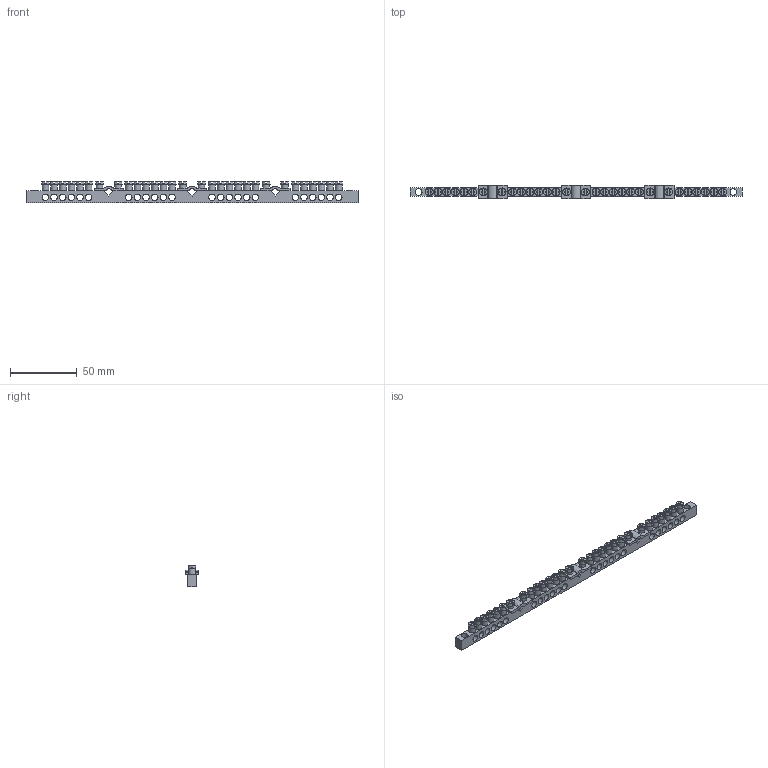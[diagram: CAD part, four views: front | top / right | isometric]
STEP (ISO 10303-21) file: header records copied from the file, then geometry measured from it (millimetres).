
FILE_DESCRIPTION(/* description */ ('STEP AP214'),/* implementation_level */ '2;1');
FILE_NAME(/* name */ '01929',/* time_stamp */ '2024-11-11T16:56:50+01:00',/* author */ ('License CC BY-ND 4.0'),/* organization */ ('CADENAS'),/* preprocessor_version */ 'ST-DEVELOPER v19.3',/* originating_system */ 'PARTsolutions',/* authorisation */ ' ');
FILE_SCHEMA (('AUTOMOTIVE_DESIGN {1 0 10303 214 3 1 1}'));
Length unit declared in the file: millimetre
Products named in the file (1): 01929
Bounding box: 249 x 10 x 16 mm (x, y, z)
Volume: 16230.9 mm3; surface area: 15023.7 mm2
Topology: 1 solids, 1 shells, 563 faces, 1539 edges, 1032 vertices
Faces by surface type: plane 459, cylinder 74, cone 30
Full cylindrical faces by diameter (mm): 5 x56
Entity records: 21227 total; most frequent: CARTESIAN_POINT 3649, ORIENTED_EDGE 2786, DIRECTION 2699, EDGE_CURVE 1393, AXIS2_PLACEMENT_3D 982, VERTEX_POINT 972, EDGE_LOOP 761, FACE_BOUND 761
